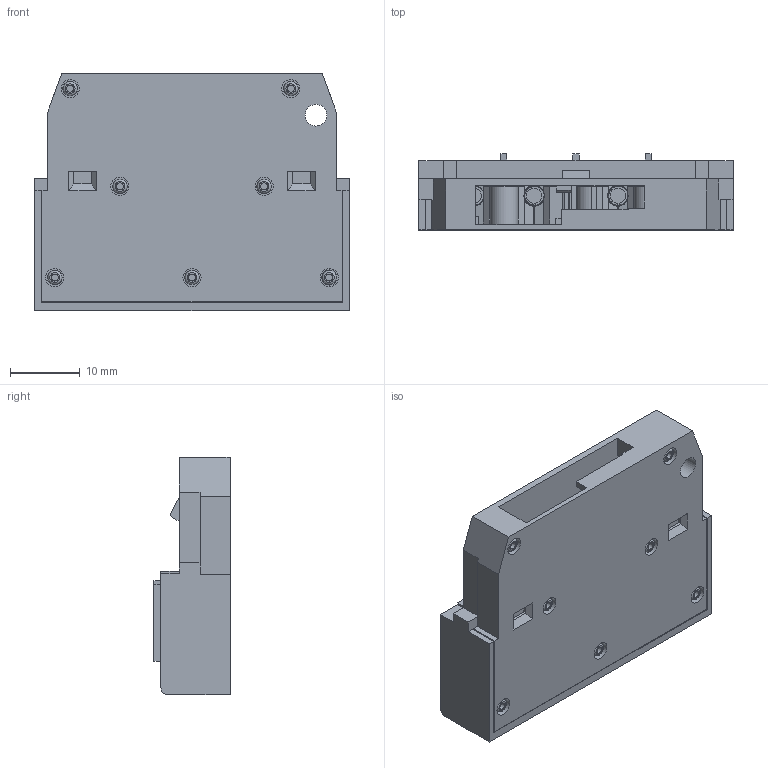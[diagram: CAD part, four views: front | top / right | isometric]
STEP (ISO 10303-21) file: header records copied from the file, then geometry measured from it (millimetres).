
FILE_DESCRIPTION((''),'2;1');
FILE_NAME('12M90034X01 - 330-FAxxS25.stp','2015-05-26T13:45:16',('rshanor'),(''),'Autodesk Inventor 2013','Autodesk Inventor 2013','');
FILE_SCHEMA(('AUTOMOTIVE_DESIGN { 1 2 10303 214 0 1 1 1 }'));
Length unit declared in the file: millimetre
Products named in the file (1): 12M90034X01
Bounding box: 45 x 10.9 x 34 mm (x, y, z)
Volume: 5470.7 mm3; surface area: 12879.1 mm2
Topology: 1 solids, 5 shells, 887 faces, 2680 edges, 1801 vertices
Faces by surface type: plane 680, cylinder 171, bspline 16, torus 11, cone 7, sphere 2
Full cylindrical faces by diameter (mm): 1 x7, 2 x7, 2.2 x8, 2.6 x7, 3 x8, 3.1 x2, 5.9 x4, 6.6 x4
Entity records: 43848 total; most frequent: CARTESIAN_POINT 19306, ORIENTED_EDGE 5216, DIRECTION 4354, EDGE_CURVE 2612, VECTOR 1966, LINE 1966, VERTEX_POINT 1782, AXIS2_PLACEMENT_3D 1194
